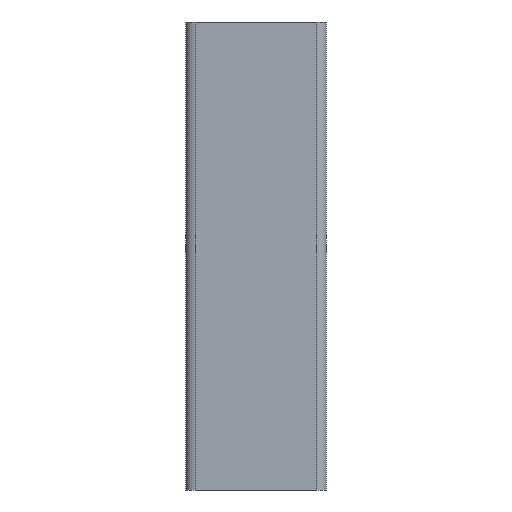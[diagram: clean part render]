
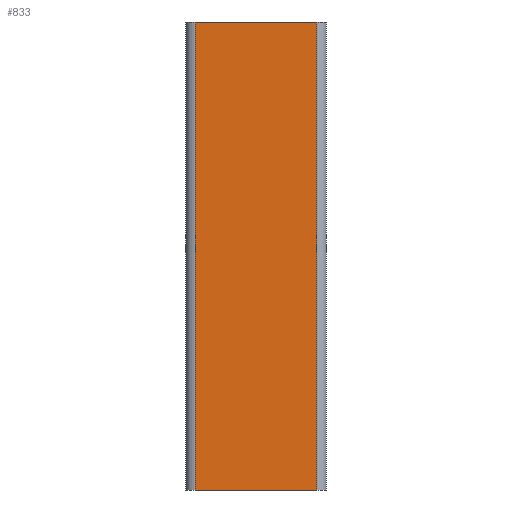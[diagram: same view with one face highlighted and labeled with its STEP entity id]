
A CAD part, front view. The second image highlights one B-rep face of the part: STEP entity #833.
In plain terms, the highlighted planar face has unit normal (0, -1, 0).
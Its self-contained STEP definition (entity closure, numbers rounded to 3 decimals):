
#119=FACE_OUTER_BOUND('',#161,.T.);
#161=EDGE_LOOP('',(#679,#680,#681,#682));
#247=LINE('',#1387,#327);
#248=LINE('',#1391,#328);
#249=LINE('',#1393,#329);
#250=LINE('',#1394,#330);
#327=VECTOR('',#1139,100.);
#328=VECTOR('',#1144,26.);
#329=VECTOR('',#1145,100.);
#330=VECTOR('',#1146,26.);
#407=VERTEX_POINT('',#1384);
#408=VERTEX_POINT('',#1386);
#409=VERTEX_POINT('',#1390);
#410=VERTEX_POINT('',#1392);
#522=EDGE_CURVE('',#408,#407,#247,.T.);
#524=EDGE_CURVE('',#407,#409,#248,.T.);
#525=EDGE_CURVE('',#410,#409,#249,.T.);
#526=EDGE_CURVE('',#408,#410,#250,.T.);
#679=ORIENTED_EDGE('',*,*,#524,.T.);
#680=ORIENTED_EDGE('',*,*,#525,.F.);
#681=ORIENTED_EDGE('',*,*,#526,.F.);
#682=ORIENTED_EDGE('',*,*,#522,.T.);
#793=PLANE('',#913);
#833=ADVANCED_FACE('',(#119),#793,.T.);
#913=AXIS2_PLACEMENT_3D('',#1389,#1142,#1143);
#1139=DIRECTION('',(0.,0.,1.));
#1142=DIRECTION('center_axis',(0.,-1.,0.));
#1143=DIRECTION('ref_axis',(1.,0.,0.));
#1144=DIRECTION('',(-1.,0.,0.));
#1145=DIRECTION('',(0.,0.,1.));
#1146=DIRECTION('',(-1.,0.,0.));
#1384=CARTESIAN_POINT('',(13.,-15.,100.));
#1386=CARTESIAN_POINT('',(13.,-15.,0.));
#1387=CARTESIAN_POINT('',(13.,-15.,0.));
#1389=CARTESIAN_POINT('Origin',(-13.,-15.,0.));
#1390=CARTESIAN_POINT('',(-13.,-15.,100.));
#1391=CARTESIAN_POINT('',(-6.5,-15.,100.));
#1392=CARTESIAN_POINT('',(-13.,-15.,0.));
#1393=CARTESIAN_POINT('',(-13.,-15.,0.));
#1394=CARTESIAN_POINT('',(-6.5,-15.,0.));
